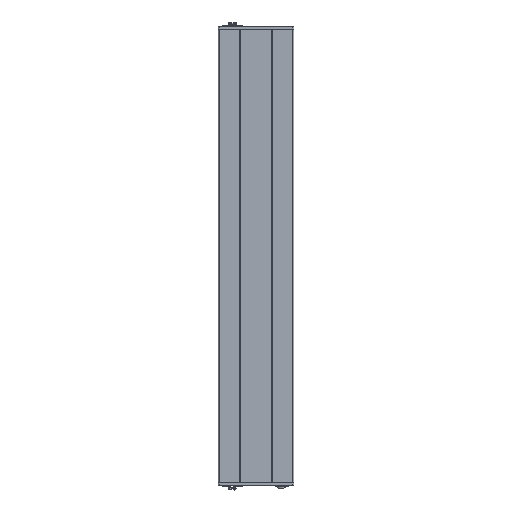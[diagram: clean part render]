
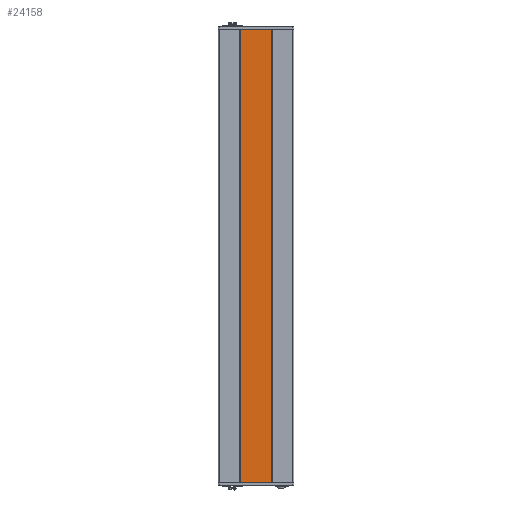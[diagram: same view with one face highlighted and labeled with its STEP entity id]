
A CAD part, top view. The second image highlights one B-rep face of the part: STEP entity #24158.
In plain terms, the highlighted planar face has unit normal (0, 0, 1).
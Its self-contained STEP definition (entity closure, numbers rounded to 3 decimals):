
#24142=AXIS2_PLACEMENT_3D('Plane Axis2P3D',#24139,#24140,#24141) ;
#42=CARTESIAN_POINT('Vertex',(33.483,818.945,35.8)) ;
#56=CARTESIAN_POINT('Vertex',(33.483,818.895,35.8)) ;
#59=CARTESIAN_POINT('Line Origine',(33.483,818.92,35.8)) ;
#83=CARTESIAN_POINT('Vertex',(101.5,818.895,35.8)) ;
#785=CARTESIAN_POINT('Vertex',(33.5,818.895,35.8)) ;
#788=CARTESIAN_POINT('Line Origine',(33.492,818.895,35.8)) ;
#1490=CARTESIAN_POINT('Vertex',(101.517,818.895,35.8)) ;
#1493=CARTESIAN_POINT('Line Origine',(101.508,818.895,35.8)) ;
#3543=CARTESIAN_POINT('Vertex',(101.517,818.945,35.8)) ;
#3546=CARTESIAN_POINT('Line Origine',(101.517,818.92,35.8)) ;
#3569=CARTESIAN_POINT('Vertex',(101.519,12.945,35.8)) ;
#3583=CARTESIAN_POINT('Vertex',(101.519,12.995,35.8)) ;
#3586=CARTESIAN_POINT('Line Origine',(101.519,12.97,35.8)) ;
#3610=CARTESIAN_POINT('Vertex',(33.5,12.995,35.8)) ;
#4312=CARTESIAN_POINT('Vertex',(101.5,12.995,35.8)) ;
#4315=CARTESIAN_POINT('Line Origine',(101.51,12.995,35.8)) ;
#5017=CARTESIAN_POINT('Vertex',(33.481,12.995,35.8)) ;
#5020=CARTESIAN_POINT('Line Origine',(33.49,12.995,35.8)) ;
#5875=CARTESIAN_POINT('Line Origine',(33.5,415.945,35.8)) ;
#6888=CARTESIAN_POINT('Line Origine',(101.5,415.945,35.8)) ;
#8780=CARTESIAN_POINT('Vertex',(33.481,12.945,35.8)) ;
#8783=CARTESIAN_POINT('Line Origine',(33.481,12.97,35.8)) ;
#10543=CARTESIAN_POINT('Line Origine',(67.5,818.945,35.8)) ;
#12697=CARTESIAN_POINT('Line Origine',(67.5,12.945,35.8)) ;
#24139=CARTESIAN_POINT('Axis2P3D Location',(67.5,415.945,35.8)) ;
#60=DIRECTION('Vector Direction',(0.,-1.,0.)) ;
#789=DIRECTION('Vector Direction',(1.,0.,0.)) ;
#1494=DIRECTION('Vector Direction',(1.,0.,0.)) ;
#3547=DIRECTION('Vector Direction',(0.,-1.,0.)) ;
#3587=DIRECTION('Vector Direction',(0.,1.,0.)) ;
#4316=DIRECTION('Vector Direction',(1.,0.,0.)) ;
#5021=DIRECTION('Vector Direction',(1.,0.,0.)) ;
#5876=DIRECTION('Vector Direction',(0.,-1.,0.)) ;
#6889=DIRECTION('Vector Direction',(0.,-1.,0.)) ;
#8784=DIRECTION('Vector Direction',(0.,1.,0.)) ;
#10544=DIRECTION('Vector Direction',(-1.,0.,0.)) ;
#12698=DIRECTION('Vector Direction',(1.,0.,0.)) ;
#24140=DIRECTION('Axis2P3D Direction',(0.,0.,1.)) ;
#24141=DIRECTION('Axis2P3D XDirection',(1.,0.,0.)) ;
#61=VECTOR('Line Direction',#60,1.) ;
#790=VECTOR('Line Direction',#789,1.) ;
#1495=VECTOR('Line Direction',#1494,1.) ;
#3548=VECTOR('Line Direction',#3547,1.) ;
#3588=VECTOR('Line Direction',#3587,1.) ;
#4317=VECTOR('Line Direction',#4316,1.) ;
#5022=VECTOR('Line Direction',#5021,1.) ;
#5877=VECTOR('Line Direction',#5876,1.) ;
#6890=VECTOR('Line Direction',#6889,1.) ;
#8785=VECTOR('Line Direction',#8784,1.) ;
#10545=VECTOR('Line Direction',#10544,1.) ;
#12699=VECTOR('Line Direction',#12698,1.) ;
#24145=ORIENTED_EDGE('',*,*,#63,.T.) ;
#24146=ORIENTED_EDGE('',*,*,#792,.T.) ;
#24147=ORIENTED_EDGE('',*,*,#5879,.T.) ;
#24148=ORIENTED_EDGE('',*,*,#5024,.F.) ;
#24149=ORIENTED_EDGE('',*,*,#8787,.F.) ;
#24150=ORIENTED_EDGE('',*,*,#12701,.T.) ;
#24151=ORIENTED_EDGE('',*,*,#3590,.T.) ;
#24152=ORIENTED_EDGE('',*,*,#4319,.F.) ;
#24153=ORIENTED_EDGE('',*,*,#6892,.F.) ;
#24154=ORIENTED_EDGE('',*,*,#1497,.T.) ;
#24155=ORIENTED_EDGE('',*,*,#3550,.F.) ;
#24156=ORIENTED_EDGE('',*,*,#10547,.T.) ;
#24158=ADVANCED_FACE('Hauptk\X2\00F6\X0\rper',(#24157),#24143,.T.) ;
#63=EDGE_CURVE('',#43,#57,#62,.T.) ;
#792=EDGE_CURVE('',#57,#786,#791,.T.) ;
#1497=EDGE_CURVE('',#84,#1491,#1496,.T.) ;
#3550=EDGE_CURVE('',#3544,#1491,#3549,.T.) ;
#3590=EDGE_CURVE('',#3570,#3584,#3589,.T.) ;
#4319=EDGE_CURVE('',#4313,#3584,#4318,.T.) ;
#5024=EDGE_CURVE('',#5018,#3611,#5023,.T.) ;
#5879=EDGE_CURVE('',#786,#3611,#5878,.T.) ;
#6892=EDGE_CURVE('',#84,#4313,#6891,.T.) ;
#8787=EDGE_CURVE('',#8781,#5018,#8786,.T.) ;
#10547=EDGE_CURVE('',#3544,#43,#10546,.T.) ;
#12701=EDGE_CURVE('',#8781,#3570,#12700,.T.) ;
#24144=EDGE_LOOP('',(#24145,#24146,#24147,#24148,#24149,#24150,#24151,#24152,#24153,#24154,#24155,#24156)) ;
#24157=FACE_OUTER_BOUND('',#24144,.T.) ;
#62=LINE('Line',#59,#61) ;
#791=LINE('Line',#788,#790) ;
#1496=LINE('Line',#1493,#1495) ;
#3549=LINE('Line',#3546,#3548) ;
#3589=LINE('Line',#3586,#3588) ;
#4318=LINE('Line',#4315,#4317) ;
#5023=LINE('Line',#5020,#5022) ;
#5878=LINE('Line',#5875,#5877) ;
#6891=LINE('Line',#6888,#6890) ;
#8786=LINE('Line',#8783,#8785) ;
#10546=LINE('Line',#10543,#10545) ;
#12700=LINE('Line',#12697,#12699) ;
#24143=PLANE('',#24142) ;
#43=VERTEX_POINT('',#42) ;
#57=VERTEX_POINT('',#56) ;
#84=VERTEX_POINT('',#83) ;
#786=VERTEX_POINT('',#785) ;
#1491=VERTEX_POINT('',#1490) ;
#3544=VERTEX_POINT('',#3543) ;
#3570=VERTEX_POINT('',#3569) ;
#3584=VERTEX_POINT('',#3583) ;
#3611=VERTEX_POINT('',#3610) ;
#4313=VERTEX_POINT('',#4312) ;
#5018=VERTEX_POINT('',#5017) ;
#8781=VERTEX_POINT('',#8780) ;
